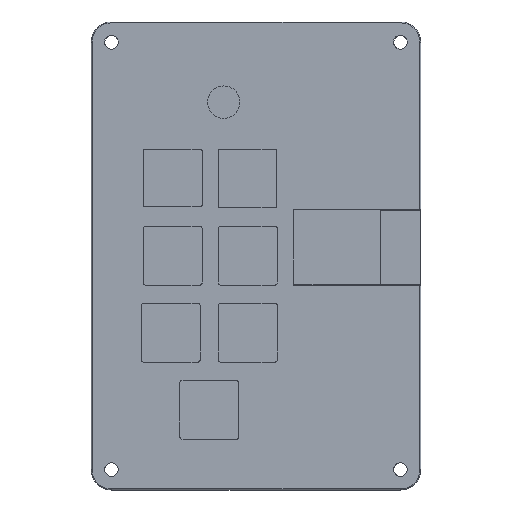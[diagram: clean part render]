
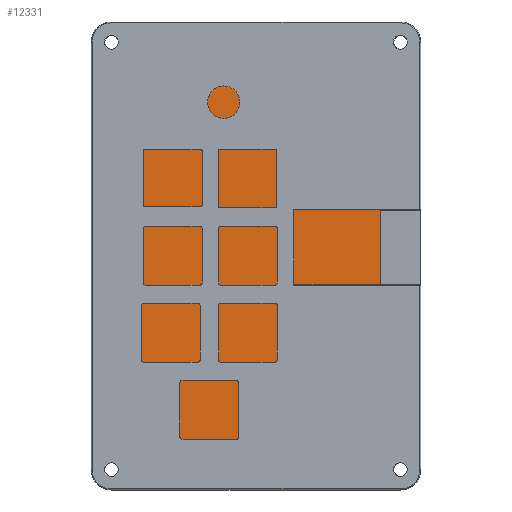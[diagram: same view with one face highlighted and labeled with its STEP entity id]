
A CAD part, top view. The second image highlights one B-rep face of the part: STEP entity #12331.
In plain terms, the highlighted planar face has unit normal (0, 0, 1).
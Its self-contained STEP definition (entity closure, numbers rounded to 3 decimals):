
#1418=PLANE('',#12772);
#2079=FACE_OUTER_BOUND('',#2811,.T.);
#2811=EDGE_LOOP('',(#11545,#11546,#11547,#11548));
#3915=LINE('',#24619,#4871);
#3916=LINE('',#24621,#4872);
#3917=LINE('',#24623,#4873);
#3918=LINE('',#24624,#4874);
#4871=VECTOR('',#14559,10.);
#4872=VECTOR('',#14560,10.);
#4873=VECTOR('',#14561,10.);
#4874=VECTOR('',#14562,10.);
#6091=VERTEX_POINT('',#24617);
#6092=VERTEX_POINT('',#24618);
#6093=VERTEX_POINT('',#24620);
#6094=VERTEX_POINT('',#24622);
#7917=EDGE_CURVE('',#6091,#6092,#3915,.T.);
#7918=EDGE_CURVE('',#6093,#6091,#3916,.T.);
#7919=EDGE_CURVE('',#6094,#6093,#3917,.T.);
#7920=EDGE_CURVE('',#6092,#6094,#3918,.T.);
#11545=ORIENTED_EDGE('',*,*,#7917,.F.);
#11546=ORIENTED_EDGE('',*,*,#7918,.F.);
#11547=ORIENTED_EDGE('',*,*,#7919,.F.);
#11548=ORIENTED_EDGE('',*,*,#7920,.F.);
#12331=ADVANCED_FACE('',(#2079),#1418,.T.);
#12772=AXIS2_PLACEMENT_3D('',#24616,#14557,#14558);
#14557=DIRECTION('center_axis',(0.,0.,1.));
#14558=DIRECTION('ref_axis',(1.,0.,0.));
#14559=DIRECTION('',(0.,1.,0.));
#14560=DIRECTION('',(-1.,0.,0.));
#14561=DIRECTION('',(0.,-1.,0.));
#14562=DIRECTION('',(1.,0.,0.));
#24616=CARTESIAN_POINT('Origin',(31.2,48.3,3.));
#24617=CARTESIAN_POINT('',(0.,0.,3.));
#24618=CARTESIAN_POINT('',(0.,96.6,3.));
#24619=CARTESIAN_POINT('',(0.,24.15,3.));
#24620=CARTESIAN_POINT('',(62.4,0.,3.));
#24621=CARTESIAN_POINT('',(46.8,0.,3.));
#24622=CARTESIAN_POINT('',(62.4,96.6,3.));
#24623=CARTESIAN_POINT('',(62.4,72.45,3.));
#24624=CARTESIAN_POINT('',(15.6,96.6,3.));
